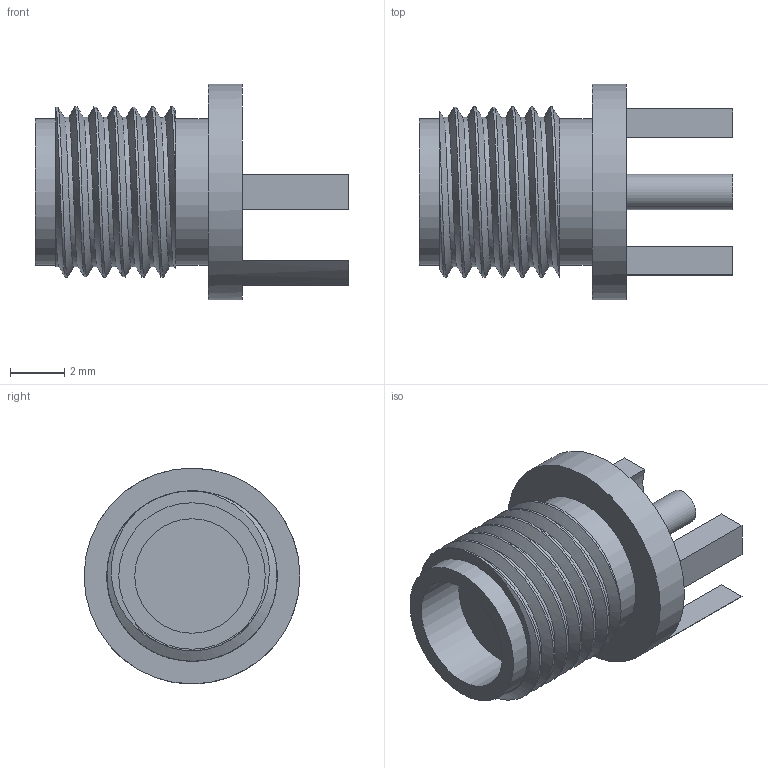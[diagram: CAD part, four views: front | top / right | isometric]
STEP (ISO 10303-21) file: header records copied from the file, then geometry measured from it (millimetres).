
FILE_DESCRIPTION(/* description */ (''),/* implementation_level */ '2;1');
FILE_NAME(/* name */ 'CONSMA003.062.step',/* time_stamp */ '2016-11-21T21:22:56+00:00',/* author */ (''),/* organization */ (''),/* preprocessor_version */ 'ST-DEVELOPER v16.5',/* originating_system */ 'Autodesk Translation Framework v5.2.0.2920',/* authorisation */ '');
FILE_SCHEMA (('AUTOMOTIVE_DESIGN { 1 0 10303 214 3 1 1 }'));
Length unit declared in the file: millimetre
Products named in the file (1): SMA connector v3
Bounding box: 11.51 x 7.93 x 7.93 mm (x, y, z)
Volume: 216.3 mm3; surface area: 407.2 mm2
Topology: 1 solids, 1 shells, 32 faces, 69 edges, 46 vertices
Faces by surface type: plane 21, cylinder 9, bspline 2
Full cylindrical faces by diameter (mm): 1.3 x1, 4.206 x1, 5.38 x2, 7.93 x1
Entity records: 1565 total; most frequent: CARTESIAN_POINT 859, DIRECTION 138, ORIENTED_EDGE 126, EDGE_CURVE 63, AXIS2_PLACEMENT_3D 52, VERTEX_POINT 45, EDGE_LOOP 44, LINE 34
